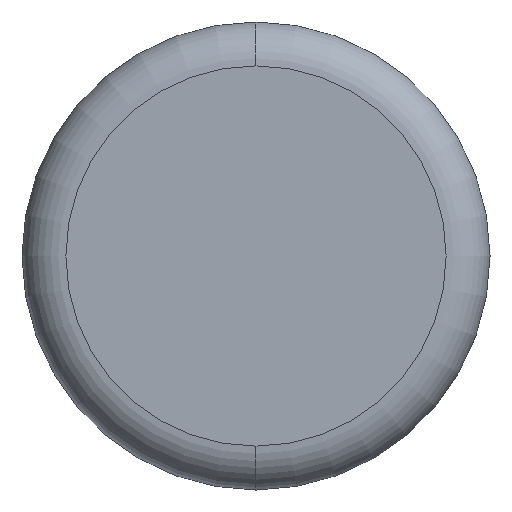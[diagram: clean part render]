
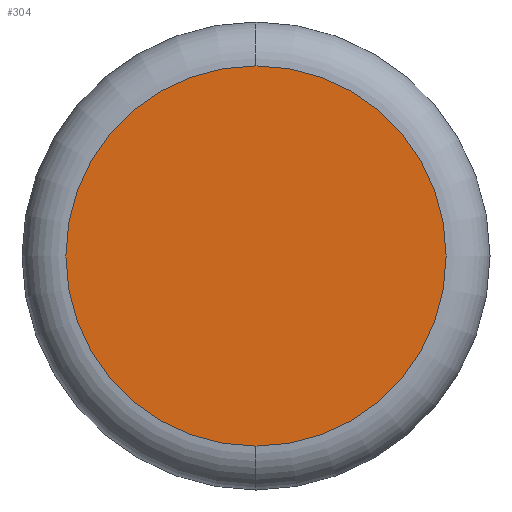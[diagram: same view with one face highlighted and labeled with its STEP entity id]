
A CAD part, left-side view. The second image highlights one B-rep face of the part: STEP entity #304.
In plain terms, the highlighted planar face has unit normal (-1, 0, 0).
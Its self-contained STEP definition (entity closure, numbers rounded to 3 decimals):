
#1 = AXIS2_PLACEMENT_3D ( 'NONE', #5041, #3428, #1827 ) ;
#304 = ADVANCED_FACE ( 'NONE', ( #4328 ), #1812, .F. ) ;
#315 = DIRECTION ( 'NONE',  ( 0., 0., -1. ) ) ;
#1207 = ORIENTED_EDGE ( 'NONE', *, *, #2856, .T. ) ;
#1812 = PLANE ( 'NONE',  #1 ) ;
#1827 = DIRECTION ( 'NONE',  ( 0., 0., -1. ) ) ;
#2113 = CARTESIAN_POINT ( 'NONE',  ( -1.88, 0., 0.8 ) ) ;
#2504 = DIRECTION ( 'NONE',  ( -1., 0., 0. ) ) ;
#2611 = ORIENTED_EDGE ( 'NONE', *, *, #3112, .T. ) ;
#2856 = EDGE_CURVE ( 'NONE', #3753, #5154, #3333, .T. ) ;
#3112 = EDGE_CURVE ( 'NONE', #5154, #3753, #4276, .T. ) ;
#3333 = CIRCLE ( 'NONE', #3900, 0.65 ) ;
#3428 = DIRECTION ( 'NONE',  ( 1., 0., 0. ) ) ;
#3523 = CARTESIAN_POINT ( 'NONE',  ( -1.88, 0., 0.8 ) ) ;
#3753 = VERTEX_POINT ( 'NONE', #3977 ) ;
#3900 = AXIS2_PLACEMENT_3D ( 'NONE', #3523, #3994, #315 ) ;
#3977 = CARTESIAN_POINT ( 'NONE',  ( -1.88, 0., 0.15 ) ) ;
#3994 = DIRECTION ( 'NONE',  ( -1., 0., 0. ) ) ;
#4276 = CIRCLE ( 'NONE', #4413, 0.65 ) ;
#4328 = FACE_OUTER_BOUND ( 'NONE', #4579, .T. ) ;
#4413 = AXIS2_PLACEMENT_3D ( 'NONE', #2113, #2504, #4592 ) ;
#4579 = EDGE_LOOP ( 'NONE', ( #1207, #2611 ) ) ;
#4592 = DIRECTION ( 'NONE',  ( 0., 0., -1. ) ) ;
#4596 = CARTESIAN_POINT ( 'NONE',  ( -1.88, 0., 1.45 ) ) ;
#5041 = CARTESIAN_POINT ( 'NONE',  ( -1.88, 0., 0.8 ) ) ;
#5154 = VERTEX_POINT ( 'NONE', #4596 ) ;
